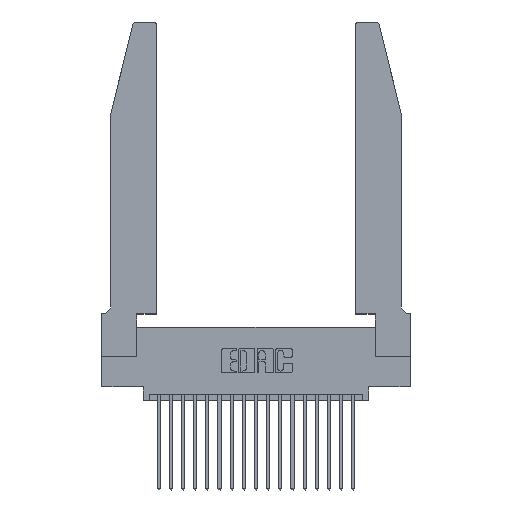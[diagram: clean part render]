
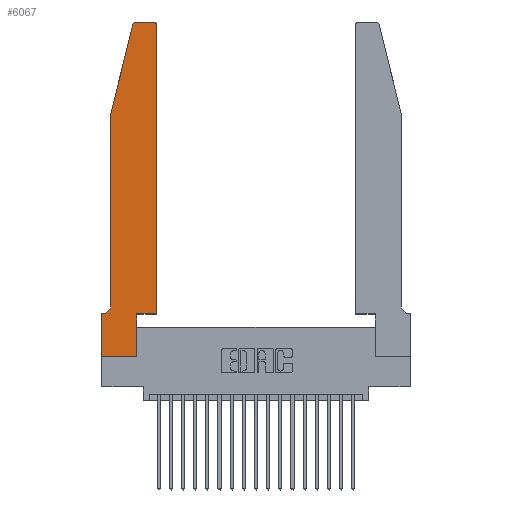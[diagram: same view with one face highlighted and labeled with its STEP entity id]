
A CAD part, top view. The second image highlights one B-rep face of the part: STEP entity #6067.
In plain terms, the highlighted planar face has unit normal (0, 0, 1).
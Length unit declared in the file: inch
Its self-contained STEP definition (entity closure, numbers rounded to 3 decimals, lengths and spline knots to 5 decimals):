
#562 = ORIENTED_EDGE ( 'NONE', *, *, #9263, .T. ) ;
#682 = VECTOR ( 'NONE', #7954, 39.37008 ) ;
#919 = ORIENTED_EDGE ( 'NONE', *, *, #10195, .T. ) ;
#977 = ORIENTED_EDGE ( 'NONE', *, *, #8281, .T. ) ;
#1170 = VECTOR ( 'NONE', #8001, 39.37008 ) ;
#1217 = VECTOR ( 'NONE', #2590, 39.37008 ) ;
#1823 = CARTESIAN_POINT ( 'NONE',  ( 0.4505, 0.35, 0.37 ) ) ;
#2025 = EDGE_CURVE ( 'NONE', #3962, #20795, #12199, .T. ) ;
#2278 = CARTESIAN_POINT ( 'NONE',  ( 0.4505, 2.72, 0.37 ) ) ;
#2522 = DIRECTION ( 'NONE',  ( 0., -1., 0. ) ) ;
#2590 = DIRECTION ( 'NONE',  ( 1., 0., 0. ) ) ;
#2778 = CARTESIAN_POINT ( 'NONE',  ( 0.0055, 0.42, 0.37 ) ) ;
#3600 = VERTEX_POINT ( 'NONE', #18813 ) ;
#3841 = FACE_OUTER_BOUND ( 'NONE', #16087, .T. ) ;
#3962 = VERTEX_POINT ( 'NONE', #11493 ) ;
#4011 = ORIENTED_EDGE ( 'NONE', *, *, #2025, .T. ) ;
#4197 = EDGE_CURVE ( 'NONE', #7365, #3600, #12902, .T. ) ;
#4539 = DIRECTION ( 'NONE',  ( -1., 0., 0. ) ) ;
#4548 = AXIS2_PLACEMENT_3D ( 'NONE', #15766, #5740, #17367 ) ;
#4838 = AXIS2_PLACEMENT_3D ( 'NONE', #18723, #8893, #20316 ) ;
#4905 = CARTESIAN_POINT ( 'NONE',  ( 0.0755, 0.35, 0.37 ) ) ;
#4928 = CIRCLE ( 'NONE', #4548, 0.03 ) ;
#5001 = VERTEX_POINT ( 'NONE', #5756 ) ;
#5223 = DIRECTION ( 'NONE',  ( 0., -1., 0. ) ) ;
#5450 = EDGE_CURVE ( 'NONE', #10445, #9529, #4928, .T. ) ;
#5740 = DIRECTION ( 'NONE',  ( 0., 0., 1. ) ) ;
#5747 = VECTOR ( 'NONE', #19518, 39.37008 ) ;
#5756 = CARTESIAN_POINT ( 'NONE',  ( 0., 0., 0.37 ) ) ;
#6067 = ADVANCED_FACE ( 'NONE', ( #3841 ), #15531, .T. ) ;
#6392 = LINE ( 'NONE', #19203, #1217 ) ;
#6890 = AXIS2_PLACEMENT_3D ( 'NONE', #2778, #14625, #4539 ) ;
#7153 = CARTESIAN_POINT ( 'NONE',  ( 0.0055, 0.35, 0.37 ) ) ;
#7198 = VERTEX_POINT ( 'NONE', #1823 ) ;
#7365 = VERTEX_POINT ( 'NONE', #2278 ) ;
#7557 = ORIENTED_EDGE ( 'NONE', *, *, #19330, .T. ) ;
#7954 = DIRECTION ( 'NONE',  ( 1., 0., 0. ) ) ;
#7989 = CARTESIAN_POINT ( 'NONE',  ( 0.2605, 2.75, 0.37 ) ) ;
#8001 = DIRECTION ( 'NONE',  ( -0.239, -0.971, 0. ) ) ;
#8281 = EDGE_CURVE ( 'NONE', #19608, #19508, #11465, .T. ) ;
#8557 = CARTESIAN_POINT ( 'NONE',  ( 0., 0.35, 0.37 ) ) ;
#8669 = CARTESIAN_POINT ( 'NONE',  ( 0.4205, 2.72, 0.37 ) ) ;
#8769 = LINE ( 'NONE', #19414, #682 ) ;
#8893 = DIRECTION ( 'NONE',  ( 0., 0., 1. ) ) ;
#9263 = EDGE_CURVE ( 'NONE', #17596, #7198, #6392, .T. ) ;
#9359 = EDGE_CURVE ( 'NONE', #5001, #11252, #8769, .T. ) ;
#9529 = VERTEX_POINT ( 'NONE', #18034 ) ;
#10054 = EDGE_CURVE ( 'NONE', #7198, #7365, #20996, .T. ) ;
#10195 = EDGE_CURVE ( 'NONE', #9529, #3962, #18490, .T. ) ;
#10370 = DIRECTION ( 'NONE',  ( 1., 0., 0. ) ) ;
#10445 = VERTEX_POINT ( 'NONE', #18625 ) ;
#10760 = CARTESIAN_POINT ( 'NONE',  ( 0.0755, 0.42, 0.37 ) ) ;
#10769 = ORIENTED_EDGE ( 'NONE', *, *, #5450, .T. ) ;
#10849 = ORIENTED_EDGE ( 'NONE', *, *, #19302, .T. ) ;
#11252 = VERTEX_POINT ( 'NONE', #19143 ) ;
#11464 = CARTESIAN_POINT ( 'NONE',  ( 0.0755, 2., 0.37 ) ) ;
#11465 = LINE ( 'NONE', #4905, #20577 ) ;
#11493 = CARTESIAN_POINT ( 'NONE',  ( 0.0755, 2., 0.37 ) ) ;
#11726 = DIRECTION ( 'NONE',  ( -1., 0., 0. ) ) ;
#11811 = DIRECTION ( 'NONE',  ( 0., 1., 0. ) ) ;
#12009 = CARTESIAN_POINT ( 'NONE',  ( 0., 0., 0.37 ) ) ;
#12156 = CARTESIAN_POINT ( 'NONE',  ( 0.0755, 2., 0.37 ) ) ;
#12199 = LINE ( 'NONE', #12156, #17094 ) ;
#12263 = EDGE_CURVE ( 'NONE', #19508, #5001, #14771, .T. ) ;
#12902 = CIRCLE ( 'NONE', #18451, 0.03 ) ;
#13467 = ORIENTED_EDGE ( 'NONE', *, *, #20510, .T. ) ;
#13815 = ORIENTED_EDGE ( 'NONE', *, *, #4197, .T. ) ;
#14576 = CARTESIAN_POINT ( 'NONE',  ( 0.2865, 0.35, 0.37 ) ) ;
#14625 = DIRECTION ( 'NONE',  ( 0., 0., -1. ) ) ;
#14661 = LINE ( 'NONE', #7989, #5747 ) ;
#14771 = LINE ( 'NONE', #12009, #15813 ) ;
#14840 = ORIENTED_EDGE ( 'NONE', *, *, #12263, .T. ) ;
#15174 = CIRCLE ( 'NONE', #6890, 0.07 ) ;
#15390 = VECTOR ( 'NONE', #11811, 39.37008 ) ;
#15531 = PLANE ( 'NONE',  #4838 ) ;
#15766 = CARTESIAN_POINT ( 'NONE',  ( 0.284, 2.72, 0.37 ) ) ;
#15813 = VECTOR ( 'NONE', #5223, 39.37008 ) ;
#16002 = CARTESIAN_POINT ( 'NONE',  ( 0.4505, 0.35, 0.37 ) ) ;
#16078 = ORIENTED_EDGE ( 'NONE', *, *, #9359, .T. ) ;
#16087 = EDGE_LOOP ( 'NONE', ( #7557, #10769, #919, #4011, #10849, #977, #14840, #16078, #13467, #562, #21137, #13815 ) ) ;
#16414 = LINE ( 'NONE', #21429, #15390 ) ;
#16772 = VECTOR ( 'NONE', #17601, 39.37008 ) ;
#17094 = VECTOR ( 'NONE', #2522, 39.37008 ) ;
#17367 = DIRECTION ( 'NONE',  ( 1., 0., 0. ) ) ;
#17596 = VERTEX_POINT ( 'NONE', #14576 ) ;
#17601 = DIRECTION ( 'NONE',  ( 0., 1., 0. ) ) ;
#18034 = CARTESIAN_POINT ( 'NONE',  ( 0.25487, 2.72718, 0.37 ) ) ;
#18451 = AXIS2_PLACEMENT_3D ( 'NONE', #8669, #20101, #10370 ) ;
#18490 = LINE ( 'NONE', #11464, #1170 ) ;
#18625 = CARTESIAN_POINT ( 'NONE',  ( 0.284, 2.75, 0.37 ) ) ;
#18723 = CARTESIAN_POINT ( 'NONE',  ( 0., 0.35, 0.37 ) ) ;
#18813 = CARTESIAN_POINT ( 'NONE',  ( 0.4205, 2.75, 0.37 ) ) ;
#19143 = CARTESIAN_POINT ( 'NONE',  ( 0.2865, 0., 0.37 ) ) ;
#19203 = CARTESIAN_POINT ( 'NONE',  ( 0.4505, 0.35, 0.37 ) ) ;
#19302 = EDGE_CURVE ( 'NONE', #20795, #19608, #15174, .T. ) ;
#19330 = EDGE_CURVE ( 'NONE', #3600, #10445, #14661, .T. ) ;
#19414 = CARTESIAN_POINT ( 'NONE',  ( 0., 0., 0.37 ) ) ;
#19508 = VERTEX_POINT ( 'NONE', #8557 ) ;
#19518 = DIRECTION ( 'NONE',  ( -1., 0., 0. ) ) ;
#19608 = VERTEX_POINT ( 'NONE', #7153 ) ;
#20101 = DIRECTION ( 'NONE',  ( 0., 0., 1. ) ) ;
#20316 = DIRECTION ( 'NONE',  ( 1., 0., 0. ) ) ;
#20510 = EDGE_CURVE ( 'NONE', #11252, #17596, #16414, .T. ) ;
#20577 = VECTOR ( 'NONE', #11726, 39.37008 ) ;
#20795 = VERTEX_POINT ( 'NONE', #10760 ) ;
#20996 = LINE ( 'NONE', #16002, #16772 ) ;
#21137 = ORIENTED_EDGE ( 'NONE', *, *, #10054, .T. ) ;
#21429 = CARTESIAN_POINT ( 'NONE',  ( 0.2865, 0.35, 0.37 ) ) ;
